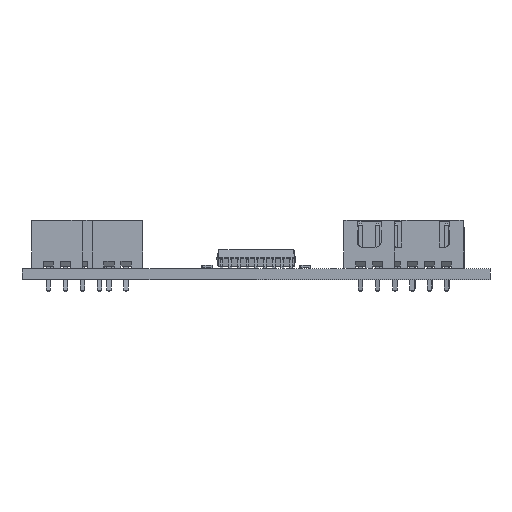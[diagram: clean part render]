
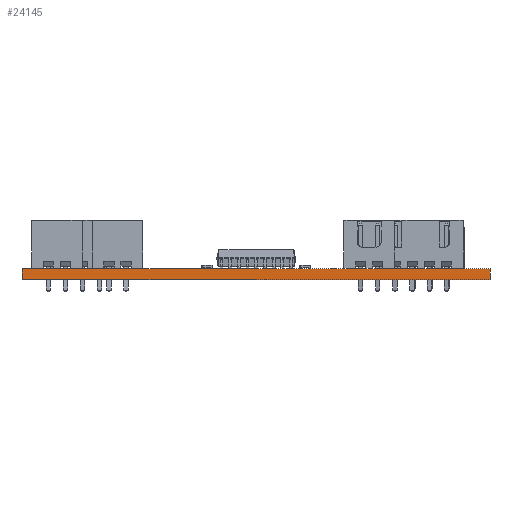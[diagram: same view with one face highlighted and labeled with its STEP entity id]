
A CAD part, front view. The second image highlights one B-rep face of the part: STEP entity #24145.
In plain terms, the highlighted planar face has unit normal (0, -1, 0).
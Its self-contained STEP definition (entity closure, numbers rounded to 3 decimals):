
#24145 = ADVANCED_FACE('',(#24146),#24180,.T.);
#24146 = FACE_BOUND('',#24147,.T.);
#24147 = EDGE_LOOP('',(#24148,#24158,#24166,#24174));
#24148 = ORIENTED_EDGE('',*,*,#24149,.T.);
#24149 = EDGE_CURVE('',#24150,#24152,#24154,.T.);
#24150 = VERTEX_POINT('',#24151);
#24151 = CARTESIAN_POINT('',(170.1,-163.02,0.));
#24152 = VERTEX_POINT('',#24153);
#24153 = CARTESIAN_POINT('',(170.1,-163.02,1.6));
#24154 = LINE('',#24155,#24156);
#24155 = CARTESIAN_POINT('',(170.1,-163.02,0.));
#24156 = VECTOR('',#24157,1.);
#24157 = DIRECTION('',(0.,0.,1.));
#24158 = ORIENTED_EDGE('',*,*,#24159,.T.);
#24159 = EDGE_CURVE('',#24152,#24160,#24162,.T.);
#24160 = VERTEX_POINT('',#24161);
#24161 = CARTESIAN_POINT('',(101.6,-163.02,1.6));
#24162 = LINE('',#24163,#24164);
#24163 = CARTESIAN_POINT('',(170.1,-163.02,1.6));
#24164 = VECTOR('',#24165,1.);
#24165 = DIRECTION('',(-1.,0.,0.));
#24166 = ORIENTED_EDGE('',*,*,#24167,.F.);
#24167 = EDGE_CURVE('',#24168,#24160,#24170,.T.);
#24168 = VERTEX_POINT('',#24169);
#24169 = CARTESIAN_POINT('',(101.6,-163.02,0.));
#24170 = LINE('',#24171,#24172);
#24171 = CARTESIAN_POINT('',(101.6,-163.02,0.));
#24172 = VECTOR('',#24173,1.);
#24173 = DIRECTION('',(0.,0.,1.));
#24174 = ORIENTED_EDGE('',*,*,#24175,.F.);
#24175 = EDGE_CURVE('',#24150,#24168,#24176,.T.);
#24176 = LINE('',#24177,#24178);
#24177 = CARTESIAN_POINT('',(170.1,-163.02,0.));
#24178 = VECTOR('',#24179,1.);
#24179 = DIRECTION('',(-1.,0.,0.));
#24180 = PLANE('',#24181);
#24181 = AXIS2_PLACEMENT_3D('',#24182,#24183,#24184);
#24182 = CARTESIAN_POINT('',(170.1,-163.02,0.));
#24183 = DIRECTION('',(0.,-1.,0.));
#24184 = DIRECTION('',(-1.,0.,0.));
